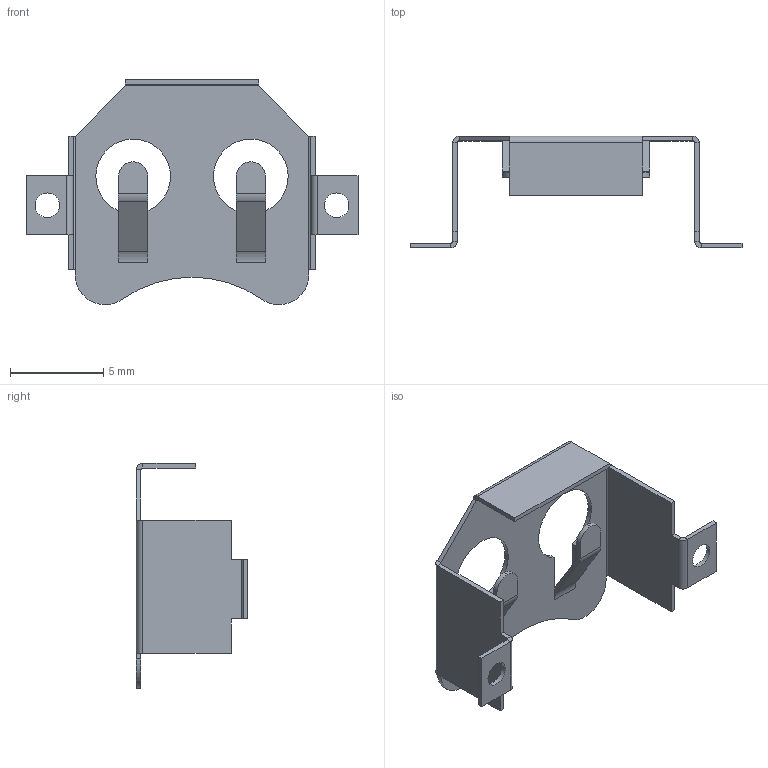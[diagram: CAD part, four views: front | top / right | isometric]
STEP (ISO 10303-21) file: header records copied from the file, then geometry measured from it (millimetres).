
FILE_DESCRIPTION (( 'STEP AP214' ), '1' );
FILE_NAME ('2996TR.STEP', '2020-02-09T16:32:09', ( '' ), ( '' ), 'SwSTEP 2.0', 'SolidWorks 2017', '' );
FILE_SCHEMA (( 'AUTOMOTIVE_DESIGN' ));
Length unit declared in the file: inch
Products named in the file (1): 2996TR
Bounding box: 17.78 x 5.97 x 12.06 mm (x, y, z)
Volume: 56.6 mm3; surface area: 490 mm2
Topology: 1 solids, 1 shells, 122 faces, 293 edges, 174 vertices
Faces by surface type: plane 88, cylinder 34
Entity records: 3521 total; most frequent: CARTESIAN_POINT 638, DIRECTION 587, ORIENTED_EDGE 586, EDGE_CURVE 293, LINE 213, VECTOR 213, AXIS2_PLACEMENT_3D 187, VERTEX_POINT 174
